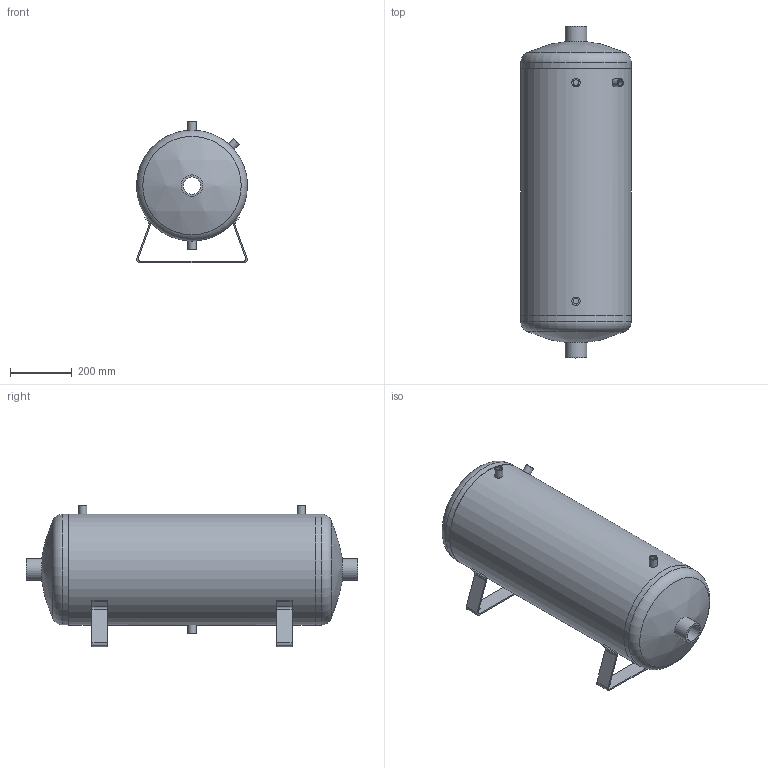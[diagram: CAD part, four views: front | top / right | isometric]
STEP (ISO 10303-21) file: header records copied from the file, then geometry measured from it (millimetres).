
FILE_DESCRIPTION(/* description */ ('','CAx-IF Rec.Pracs.---Representation and Presentation of Product Manufacturing Information (PMI)---3.8---2014-02-18'),/* implementation_level */ '2;1');
FILE_NAME(/* name */ 'MB 030602-1.90.stp',/* time_stamp */ '2022-09-13T09:13:17+02:00',/* author */ ('m.ebener'),/* organization */ (''),/* preprocessor_version */ 'ST-DEVELOPER v16.1',/* originating_system */ 'Autodesk Inventor 2016',/* authorisation */ '');
FILE_SCHEMA (('AP242_MANAGED_MODEL_BASED_3D_ENGINEERING_MIM_LF { 1 0 10303 442 1 1 4 }'));
Length unit declared in the file: millimetre
Products named in the file (6): Mantel; Behälterfuß; Standardmuffe - G 1_2; Boden; Standardmuffe - G 2; MB 030602-1.90
Assembly tree (11 placements, depth 2):
  MB 030602-1.90
    Mantel
    Behälterfuß  x2
    Standardmuffe - G 1_2  x4
    Boden  x2
    Standardmuffe - G 2  x2
Bounding box: 360 x 1078.54 x 458.48 mm (x, y, z)
Volume: 6390907.9 mm3; surface area: 2593887.1 mm2
Topology: 11 solids, 11 shells, 96 faces, 220 edges, 148 vertices
Faces by surface type: cylinder 52, plane 36, sphere 4, torus 4
Full cylindrical faces by diameter (mm): 13 x4, 18.631 x4, 26.9 x8, 56.656 x2, 70 x4, 350 x3, 360 x3
Entity records: 1751 total; most frequent: CARTESIAN_POINT 493, DIRECTION 262, ORIENTED_EDGE 184, AXIS2_PLACEMENT_3D 113, EDGE_CURVE 92, EDGE_LOOP 86, VERTEX_POINT 72, CIRCLE 48
